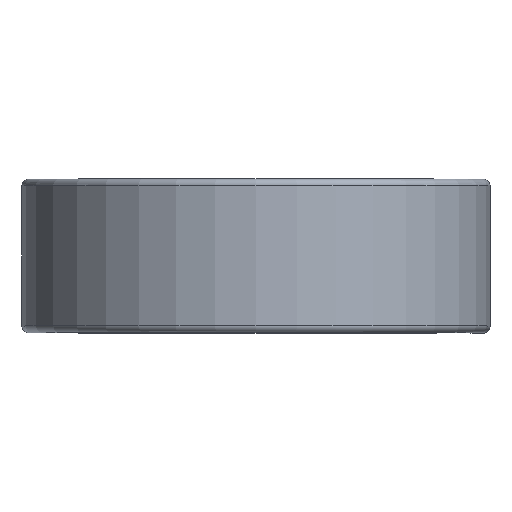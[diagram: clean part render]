
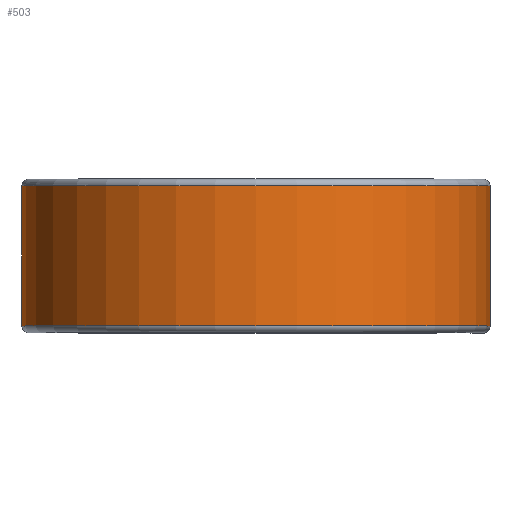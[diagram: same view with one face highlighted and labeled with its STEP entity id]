
A CAD part, top view. The second image highlights one B-rep face of the part: STEP entity #503.
In plain terms, the highlighted cylindrical face has radius 26.619 mm (diameter 53.238 mm), a partial arc.
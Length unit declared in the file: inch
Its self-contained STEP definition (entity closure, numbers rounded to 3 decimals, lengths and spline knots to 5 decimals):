
#89 = ORIENTED_EDGE ( 'NONE', *, *, #1612, .T. ) ;
#90 = CARTESIAN_POINT ( 'NONE',  ( 0., 0.31375, -1.048 ) ) ;
#144 = DIRECTION ( 'NONE',  ( 0., 1., 0. ) ) ;
#156 = ORIENTED_EDGE ( 'NONE', *, *, #1901, .F. ) ;
#215 = DIRECTION ( 'NONE',  ( 0., -1., 0. ) ) ;
#393 = ORIENTED_EDGE ( 'NONE', *, *, #1788, .T. ) ;
#396 = VECTOR ( 'NONE', #144, 39.37008 ) ;
#439 = CARTESIAN_POINT ( 'NONE',  ( 0., 0.3125, 0. ) ) ;
#442 = CARTESIAN_POINT ( 'NONE',  ( 0., -0.31375, 0. ) ) ;
#461 = DIRECTION ( 'NONE',  ( 0., -1., 0. ) ) ;
#503 = ADVANCED_FACE ( 'NONE', ( #1233 ), #2419, .T. ) ;
#579 = EDGE_CURVE ( 'NONE', #2339, #649, #595, .T. ) ;
#595 = LINE ( 'NONE', #1069, #2325 ) ;
#629 = DIRECTION ( 'NONE',  ( 0., 0., -1. ) ) ;
#649 = VERTEX_POINT ( 'NONE', #90 ) ;
#651 = DIRECTION ( 'NONE',  ( 0., 0., -1. ) ) ;
#685 = VERTEX_POINT ( 'NONE', #2274 ) ;
#964 = AXIS2_PLACEMENT_3D ( 'NONE', #1419, #215, #1584 ) ;
#1069 = CARTESIAN_POINT ( 'NONE',  ( 0., 0.31375, -1.048 ) ) ;
#1102 = AXIS2_PLACEMENT_3D ( 'NONE', #442, #1789, #651 ) ;
#1233 = FACE_OUTER_BOUND ( 'NONE', #1572, .T. ) ;
#1363 = CARTESIAN_POINT ( 'NONE',  ( 1.048, 0.31375, 0. ) ) ;
#1419 = CARTESIAN_POINT ( 'NONE',  ( 0., 0.31375, 0. ) ) ;
#1456 = CIRCLE ( 'NONE', #1102, 1.048 ) ;
#1535 = CARTESIAN_POINT ( 'NONE',  ( 1.048, 0.31375, 0. ) ) ;
#1566 = CIRCLE ( 'NONE', #964, 1.048 ) ;
#1572 = EDGE_LOOP ( 'NONE', ( #89, #393, #1845, #156 ) ) ;
#1584 = DIRECTION ( 'NONE',  ( 0., 0., -1. ) ) ;
#1612 = EDGE_CURVE ( 'NONE', #685, #1614, #2078, .T. ) ;
#1614 = VERTEX_POINT ( 'NONE', #1535 ) ;
#1676 = AXIS2_PLACEMENT_3D ( 'NONE', #439, #461, #629 ) ;
#1788 = EDGE_CURVE ( 'NONE', #1614, #649, #1566, .T. ) ;
#1789 = DIRECTION ( 'NONE',  ( 0., -1., 0. ) ) ;
#1802 = DIRECTION ( 'NONE',  ( 0., 1., 0. ) ) ;
#1845 = ORIENTED_EDGE ( 'NONE', *, *, #579, .F. ) ;
#1901 = EDGE_CURVE ( 'NONE', #685, #2339, #1456, .T. ) ;
#1940 = CARTESIAN_POINT ( 'NONE',  ( 0., -0.31375, -1.048 ) ) ;
#2078 = LINE ( 'NONE', #1363, #396 ) ;
#2274 = CARTESIAN_POINT ( 'NONE',  ( 1.048, -0.31375, 0. ) ) ;
#2325 = VECTOR ( 'NONE', #1802, 39.37008 ) ;
#2339 = VERTEX_POINT ( 'NONE', #1940 ) ;
#2419 = CYLINDRICAL_SURFACE ( 'NONE', #1676, 1.048 ) ;
